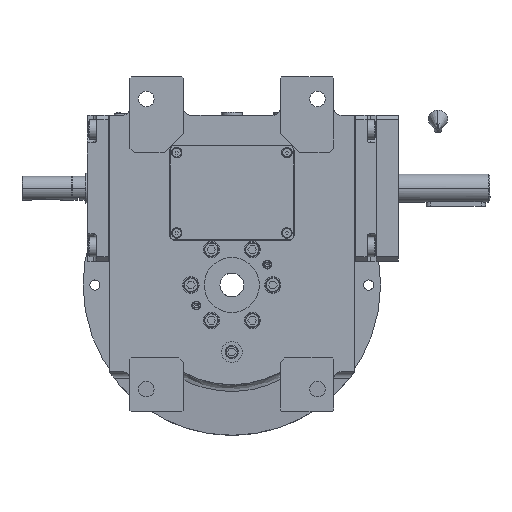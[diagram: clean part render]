
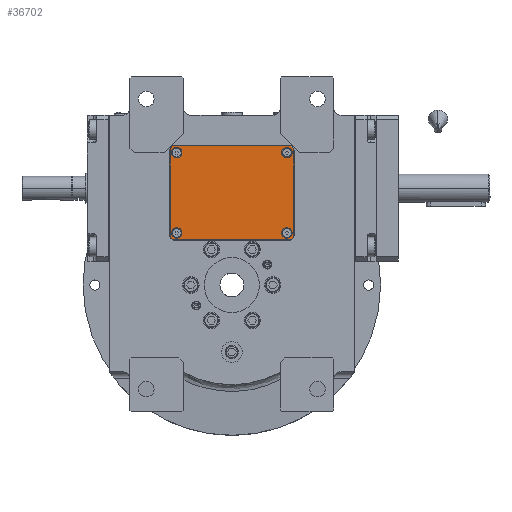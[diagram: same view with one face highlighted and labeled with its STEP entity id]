
A CAD part, front view. The second image highlights one B-rep face of the part: STEP entity #36702.
In plain terms, the highlighted face is planar.
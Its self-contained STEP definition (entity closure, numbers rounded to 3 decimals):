
#95 = EDGE_CURVE ( 'NONE', #28264, #65582, #64781, .T. ) ;
#270 = CARTESIAN_POINT ( 'NONE',  ( 33.5, -27., 3. ) ) ;
#433 = VERTEX_POINT ( 'NONE', #270 ) ;
#828 = DIRECTION ( 'NONE',  ( -1., 0., 0. ) ) ;
#1087 = CARTESIAN_POINT ( 'NONE',  ( -37., -27., 3. ) ) ;
#2155 = DIRECTION ( 'NONE',  ( 0., 0., 1. ) ) ;
#3766 = CARTESIAN_POINT ( 'NONE',  ( -41.5, -29.5, 3. ) ) ;
#3806 = CARTESIAN_POINT ( 'NONE',  ( -40.5, 27., 3. ) ) ;
#3936 = CARTESIAN_POINT ( 'NONE',  ( 39.5, 31.5, 3. ) ) ;
#4144 = LINE ( 'NONE', #52238, #66139 ) ;
#4168 = EDGE_CURVE ( 'NONE', #18704, #17370, #41522, .T. ) ;
#4584 = CARTESIAN_POINT ( 'NONE',  ( 41.5, 29.5, 3. ) ) ;
#4795 = DIRECTION ( 'NONE',  ( 1., 0., 0. ) ) ;
#4925 = ORIENTED_EDGE ( 'NONE', *, *, #49387, .T. ) ;
#6382 = AXIS2_PLACEMENT_3D ( 'NONE', #47928, #53257, #4795 ) ;
#6442 = VERTEX_POINT ( 'NONE', #55396 ) ;
#6800 = DIRECTION ( 'NONE',  ( 0., 0., 1. ) ) ;
#6882 = VERTEX_POINT ( 'NONE', #3936 ) ;
#7029 = EDGE_CURVE ( 'NONE', #25448, #54063, #30176, .T. ) ;
#7781 = CARTESIAN_POINT ( 'NONE',  ( 0., 0., 3. ) ) ;
#8788 = VECTOR ( 'NONE', #23744, 1000. ) ;
#8819 = DIRECTION ( 'NONE',  ( 1., 0., 0. ) ) ;
#9184 = VECTOR ( 'NONE', #828, 1000. ) ;
#9944 = CARTESIAN_POINT ( 'NONE',  ( -41.5, 29.5, 3. ) ) ;
#10169 = EDGE_LOOP ( 'NONE', ( #37594, #43619 ) ) ;
#10894 = DIRECTION ( 'NONE',  ( 0., 0., 1. ) ) ;
#11499 = VECTOR ( 'NONE', #56424, 1000. ) ;
#12023 = AXIS2_PLACEMENT_3D ( 'NONE', #48065, #10894, #68961 ) ;
#12655 = EDGE_CURVE ( 'NONE', #17370, #14383, #18436, .T. ) ;
#13130 = CARTESIAN_POINT ( 'NONE',  ( -37., 27., 3. ) ) ;
#13740 = CARTESIAN_POINT ( 'NONE',  ( -41.5, -29.5, 3. ) ) ;
#13769 = LINE ( 'NONE', #30439, #44935 ) ;
#14279 = AXIS2_PLACEMENT_3D ( 'NONE', #40531, #23932, #29935 ) ;
#14383 = VERTEX_POINT ( 'NONE', #62575 ) ;
#15517 = AXIS2_PLACEMENT_3D ( 'NONE', #34609, #24698, #30361 ) ;
#15603 = ORIENTED_EDGE ( 'NONE', *, *, #69772, .F. ) ;
#15772 = ORIENTED_EDGE ( 'NONE', *, *, #33424, .T. ) ;
#15912 = EDGE_CURVE ( 'NONE', #36144, #52437, #22754, .T. ) ;
#17091 = DIRECTION ( 'NONE',  ( -0.707, -0.707, 0. ) ) ;
#17201 = VECTOR ( 'NONE', #19523, 1000. ) ;
#17370 = VERTEX_POINT ( 'NONE', #60892 ) ;
#18044 = FACE_OUTER_BOUND ( 'NONE', #44967, .T. ) ;
#18436 = LINE ( 'NONE', #61239, #8788 ) ;
#18563 = EDGE_CURVE ( 'NONE', #6882, #36144, #27645, .T. ) ;
#18704 = VERTEX_POINT ( 'NONE', #24715 ) ;
#18767 = DIRECTION ( 'NONE',  ( 0., 1., 0. ) ) ;
#18838 = EDGE_CURVE ( 'NONE', #66741, #56086, #29571, .T. ) ;
#19392 = CARTESIAN_POINT ( 'NONE',  ( -41.5, 29.5, 3. ) ) ;
#19483 = ORIENTED_EDGE ( 'NONE', *, *, #7029, .F. ) ;
#19523 = DIRECTION ( 'NONE',  ( 0., -1., 0. ) ) ;
#19989 = CIRCLE ( 'NONE', #12023, 3.5 ) ;
#21082 = VECTOR ( 'NONE', #69454, 1000. ) ;
#22182 = EDGE_CURVE ( 'NONE', #30712, #18704, #53537, .T. ) ;
#22244 = CIRCLE ( 'NONE', #6382, 3.5 ) ;
#22387 = EDGE_CURVE ( 'NONE', #65582, #28264, #33538, .T. ) ;
#22754 = LINE ( 'NONE', #44317, #59744 ) ;
#23048 = ORIENTED_EDGE ( 'NONE', *, *, #22182, .T. ) ;
#23343 = FACE_BOUND ( 'NONE', #10169, .T. ) ;
#23744 = DIRECTION ( 'NONE',  ( 0.707, 0.707, 0. ) ) ;
#23926 = AXIS2_PLACEMENT_3D ( 'NONE', #39486, #34186, #61080 ) ;
#23932 = DIRECTION ( 'NONE',  ( 0., 0., 1. ) ) ;
#24174 = EDGE_CURVE ( 'NONE', #54063, #25448, #19989, .T. ) ;
#24698 = DIRECTION ( 'NONE',  ( 0., 0., 1. ) ) ;
#24715 = CARTESIAN_POINT ( 'NONE',  ( -39.5, -31.5, 3. ) ) ;
#24745 = PLANE ( 'NONE',  #44529 ) ;
#25448 = VERTEX_POINT ( 'NONE', #35090 ) ;
#26971 = CARTESIAN_POINT ( 'NONE',  ( 39.5, 31.5, 3. ) ) ;
#27645 = LINE ( 'NONE', #26971, #9184 ) ;
#27913 = DIRECTION ( 'NONE',  ( 1., 0., 0. ) ) ;
#27932 = EDGE_LOOP ( 'NONE', ( #19483, #29538 ) ) ;
#28264 = VERTEX_POINT ( 'NONE', #43022 ) ;
#28974 = DIRECTION ( 'NONE',  ( 0., 0., 1. ) ) ;
#29538 = ORIENTED_EDGE ( 'NONE', *, *, #24174, .F. ) ;
#29571 = CIRCLE ( 'NONE', #23926, 3.5 ) ;
#29935 = DIRECTION ( 'NONE',  ( -1., 0., 0. ) ) ;
#30176 = CIRCLE ( 'NONE', #69732, 3.5 ) ;
#30361 = DIRECTION ( 'NONE',  ( 1., 0., 0. ) ) ;
#30439 = CARTESIAN_POINT ( 'NONE',  ( 41.5, -29.5, 3. ) ) ;
#30712 = VERTEX_POINT ( 'NONE', #13740 ) ;
#30894 = VERTEX_POINT ( 'NONE', #4584 ) ;
#31671 = CARTESIAN_POINT ( 'NONE',  ( 33.5, 27., 3. ) ) ;
#32337 = ORIENTED_EDGE ( 'NONE', *, *, #22387, .F. ) ;
#33424 = EDGE_CURVE ( 'NONE', #52437, #30712, #68016, .T. ) ;
#33538 = CIRCLE ( 'NONE', #51611, 3.5 ) ;
#34186 = DIRECTION ( 'NONE',  ( 0., 0., 1. ) ) ;
#34609 = CARTESIAN_POINT ( 'NONE',  ( 37., 27., 3. ) ) ;
#35090 = CARTESIAN_POINT ( 'NONE',  ( -33.5, -27., 3. ) ) ;
#36144 = VERTEX_POINT ( 'NONE', #53985 ) ;
#36197 = ORIENTED_EDGE ( 'NONE', *, *, #12655, .T. ) ;
#36702 = ADVANCED_FACE ( 'NONE', ( #18044, #23343, #61554, #39595, #62600 ), #24745, .T. ) ;
#36837 = DIRECTION ( 'NONE',  ( 1., 0., 0. ) ) ;
#37088 = CARTESIAN_POINT ( 'NONE',  ( 40.5, 27., 3. ) ) ;
#37594 = ORIENTED_EDGE ( 'NONE', *, *, #63005, .F. ) ;
#39121 = CIRCLE ( 'NONE', #14279, 3.5 ) ;
#39486 = CARTESIAN_POINT ( 'NONE',  ( 37., 27., 3. ) ) ;
#39595 = FACE_BOUND ( 'NONE', #55027, .T. ) ;
#40125 = CARTESIAN_POINT ( 'NONE',  ( -39.5, -31.5, 3. ) ) ;
#40531 = CARTESIAN_POINT ( 'NONE',  ( 37., -27., 3. ) ) ;
#41522 = LINE ( 'NONE', #40125, #11499 ) ;
#42131 = CARTESIAN_POINT ( 'NONE',  ( -37., 27., 3. ) ) ;
#43022 = CARTESIAN_POINT ( 'NONE',  ( -33.5, 27., 3. ) ) ;
#43619 = ORIENTED_EDGE ( 'NONE', *, *, #18838, .F. ) ;
#44317 = CARTESIAN_POINT ( 'NONE',  ( -39.5, 31.5, 3. ) ) ;
#44529 = AXIS2_PLACEMENT_3D ( 'NONE', #7781, #2155, #8819 ) ;
#44546 = ORIENTED_EDGE ( 'NONE', *, *, #18563, .T. ) ;
#44935 = VECTOR ( 'NONE', #18767, 1000. ) ;
#44967 = EDGE_LOOP ( 'NONE', ( #4925, #51561, #44546, #61338, #15772, #23048, #61095, #36197 ) ) ;
#47928 = CARTESIAN_POINT ( 'NONE',  ( 37., -27., 3. ) ) ;
#48065 = CARTESIAN_POINT ( 'NONE',  ( -37., -27., 3. ) ) ;
#48113 = EDGE_CURVE ( 'NONE', #433, #6442, #39121, .T. ) ;
#49387 = EDGE_CURVE ( 'NONE', #14383, #30894, #13769, .T. ) ;
#49949 = DIRECTION ( 'NONE',  ( -1., 0., 0. ) ) ;
#51533 = ORIENTED_EDGE ( 'NONE', *, *, #48113, .F. ) ;
#51561 = ORIENTED_EDGE ( 'NONE', *, *, #59733, .T. ) ;
#51611 = AXIS2_PLACEMENT_3D ( 'NONE', #13130, #6800, #49949 ) ;
#51627 = EDGE_LOOP ( 'NONE', ( #59103, #32337 ) ) ;
#52238 = CARTESIAN_POINT ( 'NONE',  ( 41.5, 29.5, 3. ) ) ;
#52348 = AXIS2_PLACEMENT_3D ( 'NONE', #42131, #63749, #36837 ) ;
#52437 = VERTEX_POINT ( 'NONE', #19392 ) ;
#53257 = DIRECTION ( 'NONE',  ( 0., 0., 1. ) ) ;
#53537 = LINE ( 'NONE', #3766, #21082 ) ;
#53985 = CARTESIAN_POINT ( 'NONE',  ( -39.5, 31.5, 3. ) ) ;
#54063 = VERTEX_POINT ( 'NONE', #56304 ) ;
#55027 = EDGE_LOOP ( 'NONE', ( #15603, #51533 ) ) ;
#55396 = CARTESIAN_POINT ( 'NONE',  ( 40.5, -27., 3. ) ) ;
#56086 = VERTEX_POINT ( 'NONE', #37088 ) ;
#56304 = CARTESIAN_POINT ( 'NONE',  ( -40.5, -27., 3. ) ) ;
#56424 = DIRECTION ( 'NONE',  ( 1., 0., 0. ) ) ;
#59103 = ORIENTED_EDGE ( 'NONE', *, *, #95, .F. ) ;
#59733 = EDGE_CURVE ( 'NONE', #30894, #6882, #4144, .T. ) ;
#59744 = VECTOR ( 'NONE', #17091, 1000. ) ;
#60892 = CARTESIAN_POINT ( 'NONE',  ( 39.5, -31.5, 3. ) ) ;
#61080 = DIRECTION ( 'NONE',  ( -1., 0., 0. ) ) ;
#61095 = ORIENTED_EDGE ( 'NONE', *, *, #4168, .T. ) ;
#61239 = CARTESIAN_POINT ( 'NONE',  ( 39.5, -31.5, 3. ) ) ;
#61338 = ORIENTED_EDGE ( 'NONE', *, *, #15912, .T. ) ;
#61554 = FACE_BOUND ( 'NONE', #51627, .T. ) ;
#62575 = CARTESIAN_POINT ( 'NONE',  ( 41.5, -29.5, 3. ) ) ;
#62600 = FACE_BOUND ( 'NONE', #27932, .T. ) ;
#63005 = EDGE_CURVE ( 'NONE', #56086, #66741, #64111, .T. ) ;
#63749 = DIRECTION ( 'NONE',  ( 0., 0., 1. ) ) ;
#63912 = DIRECTION ( 'NONE',  ( -0.707, 0.707, 0. ) ) ;
#64111 = CIRCLE ( 'NONE', #15517, 3.5 ) ;
#64781 = CIRCLE ( 'NONE', #52348, 3.5 ) ;
#65582 = VERTEX_POINT ( 'NONE', #3806 ) ;
#66139 = VECTOR ( 'NONE', #63912, 1000. ) ;
#66741 = VERTEX_POINT ( 'NONE', #31671 ) ;
#68016 = LINE ( 'NONE', #9944, #17201 ) ;
#68961 = DIRECTION ( 'NONE',  ( -1., 0., 0. ) ) ;
#69454 = DIRECTION ( 'NONE',  ( 0.707, -0.707, 0. ) ) ;
#69732 = AXIS2_PLACEMENT_3D ( 'NONE', #1087, #28974, #27913 ) ;
#69772 = EDGE_CURVE ( 'NONE', #6442, #433, #22244, .T. ) ;
